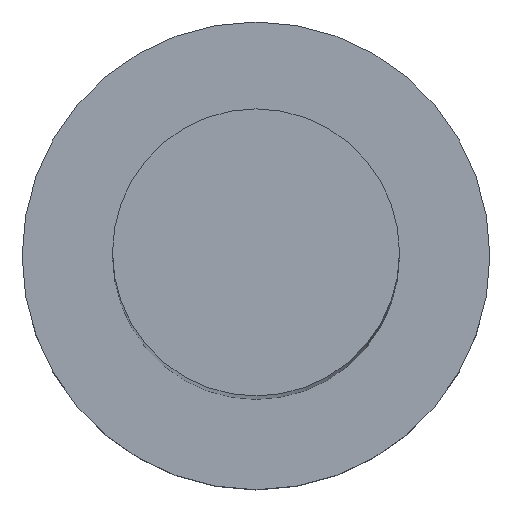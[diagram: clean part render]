
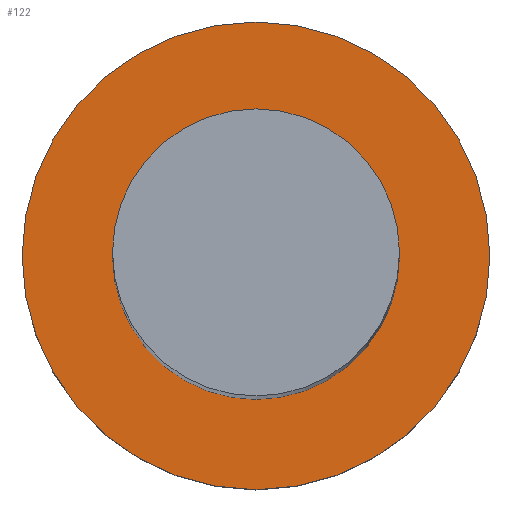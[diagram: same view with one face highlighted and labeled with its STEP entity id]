
A CAD part, top view. The second image highlights one B-rep face of the part: STEP entity #122.
In plain terms, the highlighted planar face has unit normal (0, 0, 1).
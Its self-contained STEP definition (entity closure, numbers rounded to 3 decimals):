
#2 = DIRECTION ( 'NONE',  ( 1., 0., 0. ) ) ;
#5 = CARTESIAN_POINT ( 'NONE',  ( 6.75, 0., 7. ) ) ;
#9 = AXIS2_PLACEMENT_3D ( 'NONE', #241, #36, #2 ) ;
#11 = AXIS2_PLACEMENT_3D ( 'NONE', #167, #188, #249 ) ;
#16 = CARTESIAN_POINT ( 'NONE',  ( -6.75, 0., 7. ) ) ;
#18 = EDGE_CURVE ( 'NONE', #29, #95, #133, .T. ) ;
#21 = EDGE_LOOP ( 'NONE', ( #113, #194 ) ) ;
#29 = VERTEX_POINT ( 'NONE', #5 ) ;
#32 = AXIS2_PLACEMENT_3D ( 'NONE', #219, #236, #221 ) ;
#36 = DIRECTION ( 'NONE',  ( 0., 0., 1. ) ) ;
#39 = AXIS2_PLACEMENT_3D ( 'NONE', #134, #178, #79 ) ;
#41 = DIRECTION ( 'NONE',  ( 0., 0., 1. ) ) ;
#42 = CARTESIAN_POINT ( 'NONE',  ( -11., 0., 7. ) ) ;
#50 = AXIS2_PLACEMENT_3D ( 'NONE', #163, #41, #185 ) ;
#66 = EDGE_CURVE ( 'NONE', #92, #181, #145, .T. ) ;
#76 = EDGE_CURVE ( 'NONE', #95, #29, #215, .T. ) ;
#79 = DIRECTION ( 'NONE',  ( 1., 0., 0. ) ) ;
#81 = CARTESIAN_POINT ( 'NONE',  ( 11., 0., 7. ) ) ;
#92 = VERTEX_POINT ( 'NONE', #81 ) ;
#95 = VERTEX_POINT ( 'NONE', #16 ) ;
#113 = ORIENTED_EDGE ( 'NONE', *, *, #224, .T. ) ;
#122 = ADVANCED_FACE ( 'NONE', ( #184, #197 ), #135, .T. ) ;
#123 = CIRCLE ( 'NONE', #11, 11. ) ;
#133 = CIRCLE ( 'NONE', #50, 6.75 ) ;
#134 = CARTESIAN_POINT ( 'NONE',  ( 0., 0., 7. ) ) ;
#135 = PLANE ( 'NONE',  #39 ) ;
#145 = CIRCLE ( 'NONE', #32, 11. ) ;
#147 = EDGE_LOOP ( 'NONE', ( #171, #173 ) ) ;
#163 = CARTESIAN_POINT ( 'NONE',  ( 0., 0., 7. ) ) ;
#167 = CARTESIAN_POINT ( 'NONE',  ( 0., 0., 7. ) ) ;
#171 = ORIENTED_EDGE ( 'NONE', *, *, #76, .F. ) ;
#173 = ORIENTED_EDGE ( 'NONE', *, *, #18, .F. ) ;
#178 = DIRECTION ( 'NONE',  ( 0., 0., 1. ) ) ;
#181 = VERTEX_POINT ( 'NONE', #42 ) ;
#184 = FACE_BOUND ( 'NONE', #147, .T. ) ;
#185 = DIRECTION ( 'NONE',  ( 1., 0., 0. ) ) ;
#188 = DIRECTION ( 'NONE',  ( 0., 0., 1. ) ) ;
#194 = ORIENTED_EDGE ( 'NONE', *, *, #66, .T. ) ;
#197 = FACE_OUTER_BOUND ( 'NONE', #21, .T. ) ;
#215 = CIRCLE ( 'NONE', #9, 6.75 ) ;
#219 = CARTESIAN_POINT ( 'NONE',  ( 0., 0., 7. ) ) ;
#221 = DIRECTION ( 'NONE',  ( 1., 0., 0. ) ) ;
#224 = EDGE_CURVE ( 'NONE', #181, #92, #123, .T. ) ;
#236 = DIRECTION ( 'NONE',  ( 0., 0., 1. ) ) ;
#241 = CARTESIAN_POINT ( 'NONE',  ( 0., 0., 7. ) ) ;
#249 = DIRECTION ( 'NONE',  ( 1., 0., 0. ) ) ;
